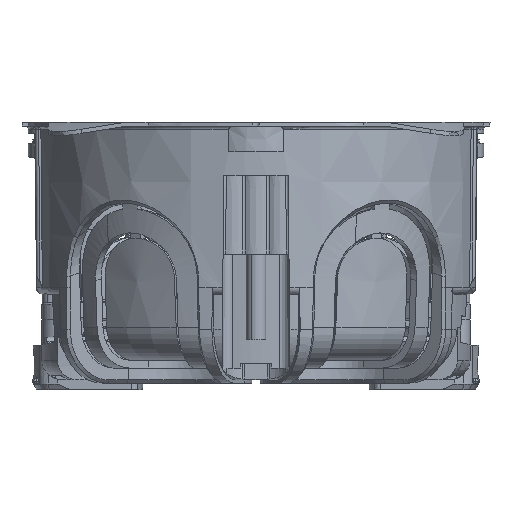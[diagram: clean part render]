
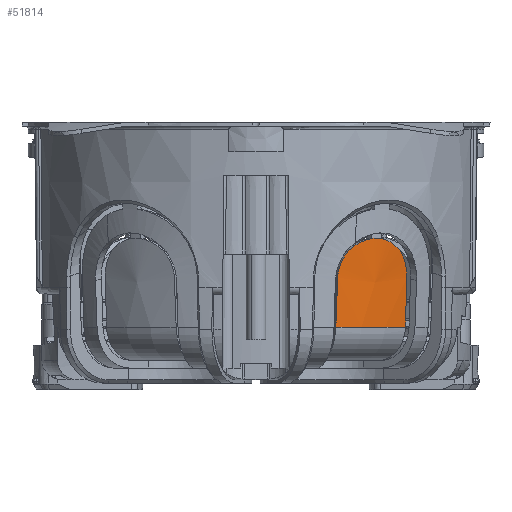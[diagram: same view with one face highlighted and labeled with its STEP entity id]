
A CAD part, front view. The second image highlights one B-rep face of the part: STEP entity #51814.
In plain terms, the highlighted conical face has half-angle 3 degrees and reference radius 29.64 mm.
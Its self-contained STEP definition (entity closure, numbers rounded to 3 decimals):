
#51765=AXIS2_PLACEMENT_3D('Cone Axis2P3D',#51762,#51763,#51764) ;
#51793=AXIS2_PLACEMENT_3D('Circle Axis2P3D',#51791,#51792,$) ;
#36055=CARTESIAN_POINT('Control Point',(21.4,-21.416,-17.654)) ;
#36056=CARTESIAN_POINT('Control Point',(20.848,-22.011,-17.079)) ;
#36057=CARTESIAN_POINT('Control Point',(20.25,-22.595,-16.701)) ;
#36058=CARTESIAN_POINT('Control Point',(19.62,-23.156,-16.46)) ;
#36059=CARTESIAN_POINT('Control Point',(18.963,-23.688,-16.355)) ;
#36060=CARTESIAN_POINT('Vertex',(21.4,-21.416,-17.654)) ;
#36062=CARTESIAN_POINT('Vertex',(18.963,-23.688,-16.355)) ;
#36108=CARTESIAN_POINT('Vertex',(14.688,-26.474,-17.654)) ;
#36112=CARTESIAN_POINT('Control Point',(17.544,-24.758,-16.355)) ;
#36113=CARTESIAN_POINT('Control Point',(16.851,-25.242,-16.46)) ;
#36114=CARTESIAN_POINT('Control Point',(16.139,-25.693,-16.701)) ;
#36115=CARTESIAN_POINT('Control Point',(15.412,-26.107,-17.079)) ;
#36116=CARTESIAN_POINT('Control Point',(14.688,-26.474,-17.654)) ;
#36117=CARTESIAN_POINT('Vertex',(17.544,-24.758,-16.355)) ;
#36194=CARTESIAN_POINT('Control Point',(18.963,-23.688,-16.355)) ;
#36195=CARTESIAN_POINT('Control Point',(18.503,-24.061,-16.281)) ;
#36196=CARTESIAN_POINT('Control Point',(18.029,-24.419,-16.281)) ;
#36197=CARTESIAN_POINT('Control Point',(17.544,-24.758,-16.355)) ;
#51620=CARTESIAN_POINT('Control Point',(21.4,-21.416,-17.654)) ;
#51621=CARTESIAN_POINT('Control Point',(21.636,-21.162,-17.899)) ;
#51622=CARTESIAN_POINT('Control Point',(21.863,-20.907,-18.188)) ;
#51623=CARTESIAN_POINT('Control Point',(22.078,-20.654,-18.527)) ;
#51624=CARTESIAN_POINT('Control Point',(22.386,-20.271,-19.138)) ;
#51625=CARTESIAN_POINT('Control Point',(22.634,-19.926,-19.957)) ;
#51626=CARTESIAN_POINT('Control Point',(22.712,-19.813,-20.269)) ;
#51627=CARTESIAN_POINT('Control Point',(22.817,-19.645,-20.836)) ;
#51628=CARTESIAN_POINT('Control Point',(22.873,-19.527,-21.484)) ;
#51629=CARTESIAN_POINT('Control Point',(22.886,-19.491,-21.749)) ;
#51630=CARTESIAN_POINT('Control Point',(22.889,-19.466,-22.019)) ;
#51631=CARTESIAN_POINT('Control Point',(22.881,-19.453,-22.287)) ;
#51632=CARTESIAN_POINT('Vertex',(22.881,-19.453,-22.287)) ;
#51762=CARTESIAN_POINT('Axis2P3D Location',(0.,0.,-29.777)) ;
#51768=CARTESIAN_POINT('Control Point',(14.688,-26.474,-17.654)) ;
#51769=CARTESIAN_POINT('Control Point',(14.378,-26.631,-17.899)) ;
#51770=CARTESIAN_POINT('Control Point',(14.071,-26.779,-18.188)) ;
#51771=CARTESIAN_POINT('Control Point',(13.768,-26.916,-18.527)) ;
#51772=CARTESIAN_POINT('Control Point',(13.315,-27.106,-19.138)) ;
#51773=CARTESIAN_POINT('Control Point',(12.915,-27.25,-19.957)) ;
#51774=CARTESIAN_POINT('Control Point',(12.785,-27.293,-20.269)) ;
#51775=CARTESIAN_POINT('Control Point',(12.595,-27.348,-20.836)) ;
#51776=CARTESIAN_POINT('Control Point',(12.466,-27.37,-21.484)) ;
#51777=CARTESIAN_POINT('Control Point',(12.427,-27.372,-21.749)) ;
#51778=CARTESIAN_POINT('Control Point',(12.403,-27.368,-22.019)) ;
#51779=CARTESIAN_POINT('Control Point',(12.393,-27.357,-22.287)) ;
#51780=CARTESIAN_POINT('Vertex',(12.393,-27.357,-22.287)) ;
#51784=CARTESIAN_POINT('Control Point',(12.112,-27.053,-29.777)) ;
#51785=CARTESIAN_POINT('Control Point',(12.206,-27.154,-27.281)) ;
#51786=CARTESIAN_POINT('Control Point',(12.299,-27.255,-24.784)) ;
#51787=CARTESIAN_POINT('Control Point',(12.393,-27.357,-22.287)) ;
#51788=CARTESIAN_POINT('Vertex',(12.112,-27.053,-29.777)) ;
#51791=CARTESIAN_POINT('Axis2P3D Location',(0.,0.,-29.777)) ;
#51795=CARTESIAN_POINT('Vertex',(22.666,-19.099,-29.777)) ;
#51799=CARTESIAN_POINT('Control Point',(22.666,-19.099,-29.777)) ;
#51800=CARTESIAN_POINT('Control Point',(22.738,-19.217,-27.281)) ;
#51801=CARTESIAN_POINT('Control Point',(22.81,-19.335,-24.784)) ;
#51802=CARTESIAN_POINT('Control Point',(22.881,-19.453,-22.287)) ;
#51763=DIRECTION('Axis2P3D Direction',(0.,0.,1.)) ;
#51764=DIRECTION('Axis2P3D XDirection',(0.911,-0.412,0.)) ;
#51792=DIRECTION('Axis2P3D Direction',(0.,0.,1.)) ;
#51805=ORIENTED_EDGE('',*,*,#36198,.T.) ;
#51806=ORIENTED_EDGE('',*,*,#36119,.T.) ;
#51807=ORIENTED_EDGE('',*,*,#51782,.T.) ;
#51808=ORIENTED_EDGE('',*,*,#51790,.F.) ;
#51809=ORIENTED_EDGE('',*,*,#51797,.T.) ;
#51810=ORIENTED_EDGE('',*,*,#51803,.T.) ;
#51811=ORIENTED_EDGE('',*,*,#51634,.F.) ;
#51812=ORIENTED_EDGE('',*,*,#36064,.T.) ;
#51814=ADVANCED_FACE('0011903.1\\1POST40',(#51813),#51766,.T.) ;
#36054=B_SPLINE_CURVE_WITH_KNOTS('',4,(#36055,#36056,#36057,#36058,#36059),.UNSPECIFIED.,.F.,.U.,(5,5),(14.194,25.857),.UNSPECIFIED.) ;
#36111=B_SPLINE_CURVE_WITH_KNOTS('',4,(#36112,#36113,#36114,#36115,#36116),.UNSPECIFIED.,.F.,.U.,(5,5),(31.982,43.645),.UNSPECIFIED.) ;
#36193=B_SPLINE_CURVE_WITH_KNOTS('',3,(#36194,#36195,#36196,#36197),.UNSPECIFIED.,.F.,.U.,(4,4),(0.064,8.539),.UNSPECIFIED.) ;
#51619=B_SPLINE_CURVE_WITH_KNOTS('',5,(#51620,#51621,#51622,#51623,#51624,#51625,#51626,#51627,#51628,#51629,#51630,#51631),.UNSPECIFIED.,.F.,.U.,(6,3,3,6),(0.,6.204,9.46,11.565),.UNSPECIFIED.) ;
#51767=B_SPLINE_CURVE_WITH_KNOTS('',5,(#51768,#51769,#51770,#51771,#51772,#51773,#51774,#51775,#51776,#51777,#51778,#51779),.UNSPECIFIED.,.F.,.U.,(6,3,3,6),(0.,6.204,9.46,11.565),.UNSPECIFIED.) ;
#51783=B_SPLINE_CURVE_WITH_KNOTS('',3,(#51784,#51785,#51786,#51787),.UNSPECIFIED.,.F.,.U.,(4,4),(0.,10.618),.UNSPECIFIED.) ;
#51798=B_SPLINE_CURVE_WITH_KNOTS('',3,(#51799,#51800,#51801,#51802),.UNSPECIFIED.,.F.,.U.,(4,4),(0.,10.618),.UNSPECIFIED.) ;
#51794=CIRCLE('generated circle',#51793,29.64) ;
#51766=CONICAL_SURFACE('Cone',#51765,29.64,0.052) ;
#36064=EDGE_CURVE('',#36061,#36063,#36054,.T.) ;
#36119=EDGE_CURVE('',#36118,#36109,#36111,.T.) ;
#36198=EDGE_CURVE('',#36063,#36118,#36193,.T.) ;
#51634=EDGE_CURVE('',#36061,#51633,#51619,.T.) ;
#51782=EDGE_CURVE('',#36109,#51781,#51767,.T.) ;
#51790=EDGE_CURVE('',#51789,#51781,#51783,.T.) ;
#51797=EDGE_CURVE('',#51789,#51796,#51794,.T.) ;
#51803=EDGE_CURVE('',#51796,#51633,#51798,.T.) ;
#51804=EDGE_LOOP('',(#51805,#51806,#51807,#51808,#51809,#51810,#51811,#51812)) ;
#51813=FACE_OUTER_BOUND('',#51804,.T.) ;
#36061=VERTEX_POINT('',#36060) ;
#36063=VERTEX_POINT('',#36062) ;
#36109=VERTEX_POINT('',#36108) ;
#36118=VERTEX_POINT('',#36117) ;
#51633=VERTEX_POINT('',#51632) ;
#51781=VERTEX_POINT('',#51780) ;
#51789=VERTEX_POINT('',#51788) ;
#51796=VERTEX_POINT('',#51795) ;
